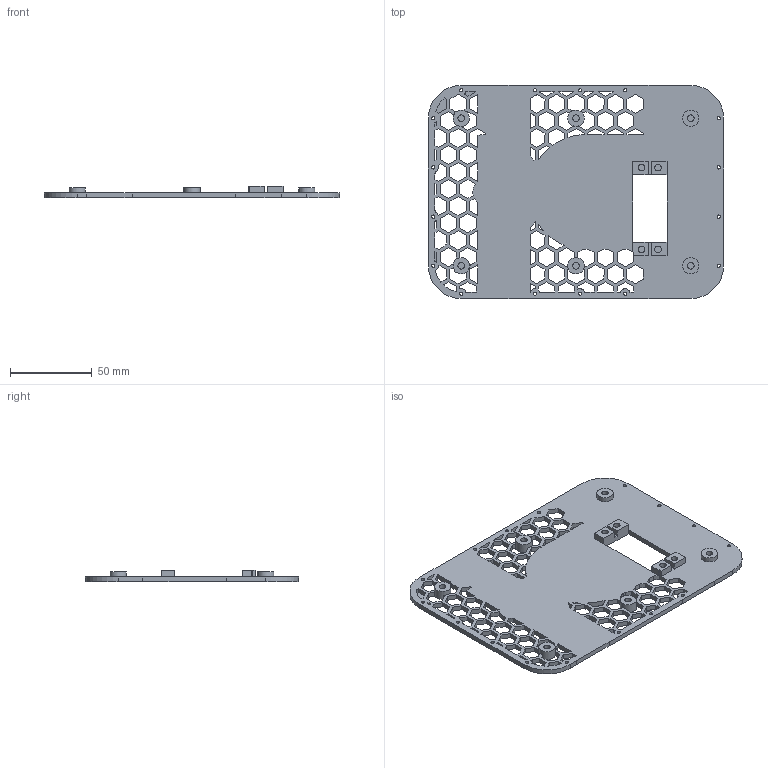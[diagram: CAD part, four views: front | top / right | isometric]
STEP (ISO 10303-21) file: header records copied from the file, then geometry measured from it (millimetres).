
FILE_DESCRIPTION(/* description */ (''),/* implementation_level */ '2;1');
FILE_NAME(/* name */ 'Top Frame.step',/* time_stamp */ '2024-09-11T13:48:59+02:00',/* author */ (''),/* organization */ (''),/* preprocessor_version */ 'ST-DEVELOPER v20',/* originating_system */ 'Autodesk Translation Framework v13.14.0.145',/* authorisation */ '');
FILE_SCHEMA (('AUTOMOTIVE_DESIGN { 1 0 10303 214 3 1 1 }'));
Length unit declared in the file: millimetre
Products named in the file (1): Top Frame
Bounding box: 180 x 130 x 7 mm (x, y, z)
Volume: 54970.5 mm3; surface area: 46582.6 mm2
Topology: 1 solids, 1 shells, 570 faces, 1696 edges, 1131 vertices
Faces by surface type: plane 495, cylinder 75
Full cylindrical faces by diameter (mm): 2 x16, 4 x10, 10 x5
Entity records: 19359 total; most frequent: CARTESIAN_POINT 3410, ORIENTED_EDGE 3404, DIRECTION 3028, EDGE_CURVE 1702, LINE 1518, VECTOR 1518, VERTEX_POINT 1137, EDGE_LOOP 763
